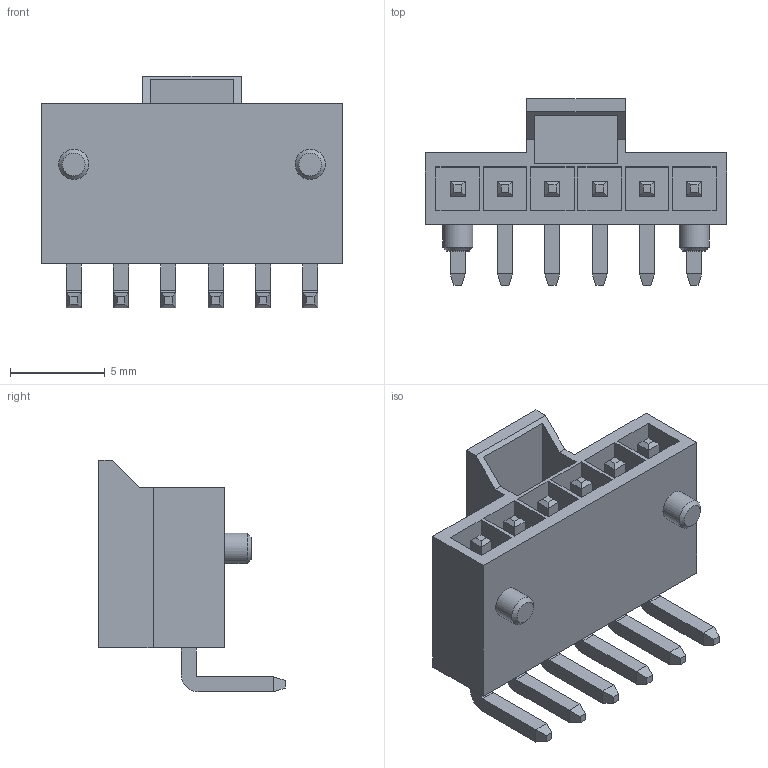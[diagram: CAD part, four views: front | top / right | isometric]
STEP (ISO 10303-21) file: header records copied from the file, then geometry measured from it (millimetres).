
FILE_SCHEMA (('AUTOMOTIVE_DESIGN { 1 0 10303 214 3 1 1 }'));
Length unit declared in the file: millimetre
Products named in the file (1): 1053132106
Bounding box: 15.94 x 9.84 x 12.24 mm (x, y, z)
Volume: 496.6 mm3; surface area: 1087.8 mm2
Topology: 1 solids, 1 shells, 185 faces, 441 edges, 278 vertices
Faces by surface type: plane 169, cylinder 14, cone 2
Full cylindrical faces by diameter (mm): 1.6 x2
Entity records: 5449 total; most frequent: CARTESIAN_POINT 905, ORIENTED_EDGE 882, DIRECTION 845, EDGE_CURVE 441, LINE 409, VECTOR 409, VERTEX_POINT 278, AXIS2_PLACEMENT_3D 218
